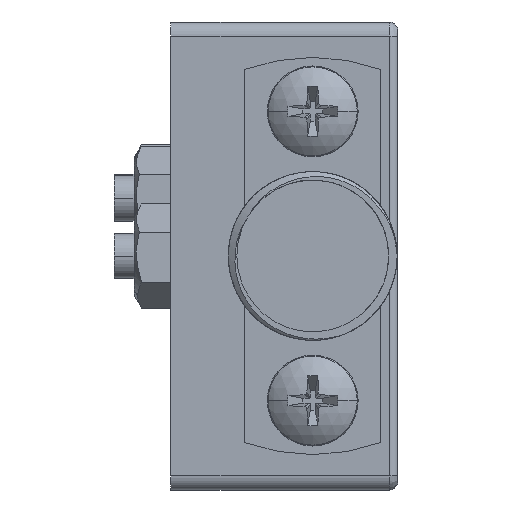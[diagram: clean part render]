
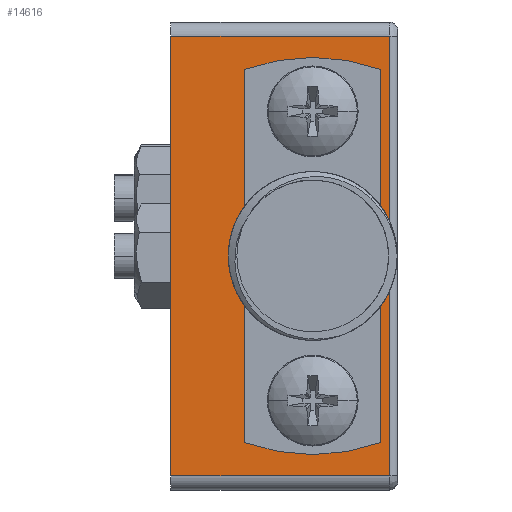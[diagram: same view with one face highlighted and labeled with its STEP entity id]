
A CAD part, left-side view. The second image highlights one B-rep face of the part: STEP entity #14616.
In plain terms, the highlighted planar face has unit normal (-1, 0, 0).
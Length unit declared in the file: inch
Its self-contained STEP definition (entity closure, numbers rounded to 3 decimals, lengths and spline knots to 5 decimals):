
#284 = DIRECTION ( 'NONE',  ( 0., 1., 0. ) ) ;
#392 = ORIENTED_EDGE ( 'NONE', *, *, #13848, .F. ) ;
#501 = VERTEX_POINT ( 'NONE', #12296 ) ;
#631 = EDGE_CURVE ( 'NONE', #12885, #9712, #5461, .T. ) ;
#986 = CARTESIAN_POINT ( 'NONE',  ( -1.04331, 0., 0.20079 ) ) ;
#1298 = VERTEX_POINT ( 'NONE', #6158 ) ;
#1757 = VECTOR ( 'NONE', #25605, 39.37008 ) ;
#2141 = CARTESIAN_POINT ( 'NONE',  ( -1.04331, 0.19685, 0.30512 ) ) ;
#2304 = LINE ( 'NONE', #18470, #22845 ) ;
#2522 = CARTESIAN_POINT ( 'NONE',  ( -1.04331, -0.03346, 0.20079 ) ) ;
#2643 = CARTESIAN_POINT ( 'NONE',  ( -1.04331, 0.19685, -0.30512 ) ) ;
#2760 = ORIENTED_EDGE ( 'NONE', *, *, #18877, .T. ) ;
#2869 = VERTEX_POINT ( 'NONE', #21113 ) ;
#3051 = CIRCLE ( 'NONE', #13432, 0.06102 ) ;
#3777 = CARTESIAN_POINT ( 'NONE',  ( -1.04331, 0.03346, -0.20079 ) ) ;
#3811 = CARTESIAN_POINT ( 'NONE',  ( -1.04331, 0.19685, -0.30512 ) ) ;
#4171 = DIRECTION ( 'NONE',  ( -1., 0., 0. ) ) ;
#4286 = DIRECTION ( 'NONE',  ( 0., 1., 0. ) ) ;
#4584 = EDGE_LOOP ( 'NONE', ( #5816, #5914, #2760, #20697 ) ) ;
#5410 = VECTOR ( 'NONE', #25057, 39.37008 ) ;
#5461 = LINE ( 'NONE', #2643, #5410 ) ;
#5816 = ORIENTED_EDGE ( 'NONE', *, *, #24855, .F. ) ;
#5898 = VERTEX_POINT ( 'NONE', #3777 ) ;
#5914 = ORIENTED_EDGE ( 'NONE', *, *, #631, .F. ) ;
#6019 = CIRCLE ( 'NONE', #10225, 0.03346 ) ;
#6158 = CARTESIAN_POINT ( 'NONE',  ( -1.04331, -0.1063, 0.30512 ) ) ;
#6244 = CARTESIAN_POINT ( 'NONE',  ( -1.04331, 0., -0.20079 ) ) ;
#6455 = EDGE_CURVE ( 'NONE', #10618, #9612, #3051, .T. ) ;
#6717 = CIRCLE ( 'NONE', #20481, 0.03346 ) ;
#7307 = DIRECTION ( 'NONE',  ( -1., 0., 0. ) ) ;
#7473 = DIRECTION ( 'NONE',  ( -1., 0., 0. ) ) ;
#7489 = ORIENTED_EDGE ( 'NONE', *, *, #21598, .F. ) ;
#7614 = CARTESIAN_POINT ( 'NONE',  ( -1.04331, -0.11811, -0.3248 ) ) ;
#7841 = CIRCLE ( 'NONE', #8692, 0.03346 ) ;
#8231 = DIRECTION ( 'NONE',  ( 0., 0., -1. ) ) ;
#8360 = VERTEX_POINT ( 'NONE', #10665 ) ;
#8481 = CIRCLE ( 'NONE', #12972, 0.06102 ) ;
#8692 = AXIS2_PLACEMENT_3D ( 'NONE', #22023, #4171, #284 ) ;
#9078 = VERTEX_POINT ( 'NONE', #2522 ) ;
#9082 = FACE_BOUND ( 'NONE', #23304, .T. ) ;
#9612 = VERTEX_POINT ( 'NONE', #20287 ) ;
#9712 = VERTEX_POINT ( 'NONE', #2141 ) ;
#10225 = AXIS2_PLACEMENT_3D ( 'NONE', #24897, #7307, #22915 ) ;
#10618 = VERTEX_POINT ( 'NONE', #23821 ) ;
#10665 = CARTESIAN_POINT ( 'NONE',  ( -1.04331, -0.1063, -0.30512 ) ) ;
#11353 = CARTESIAN_POINT ( 'NONE',  ( -1.04331, 0.11811, -0.30512 ) ) ;
#11489 = AXIS2_PLACEMENT_3D ( 'NONE', #7614, #7473, #19321 ) ;
#11884 = CARTESIAN_POINT ( 'NONE',  ( -1.04331, 0.11811, 0.30512 ) ) ;
#11957 = DIRECTION ( 'NONE',  ( 0., -1., 0. ) ) ;
#12133 = LINE ( 'NONE', #11884, #1757 ) ;
#12296 = CARTESIAN_POINT ( 'NONE',  ( -1.04331, -0.03346, -0.20079 ) ) ;
#12679 = AXIS2_PLACEMENT_3D ( 'NONE', #986, #24223, #11957 ) ;
#12885 = VERTEX_POINT ( 'NONE', #3811 ) ;
#12972 = AXIS2_PLACEMENT_3D ( 'NONE', #22770, #24625, #20710 ) ;
#13045 = PLANE ( 'NONE',  #11489 ) ;
#13432 = AXIS2_PLACEMENT_3D ( 'NONE', #18698, #24827, #22847 ) ;
#13848 = EDGE_CURVE ( 'NONE', #501, #5898, #6019, .T. ) ;
#14199 = DIRECTION ( 'NONE',  ( -1., 0., 0. ) ) ;
#14616 = ADVANCED_FACE ( 'NONE', ( #9082, #16984, #24814, #14719 ), #13045, .T. ) ;
#14719 = FACE_OUTER_BOUND ( 'NONE', #4584, .T. ) ;
#15521 = EDGE_CURVE ( 'NONE', #9612, #10618, #8481, .T. ) ;
#16214 = ORIENTED_EDGE ( 'NONE', *, *, #15521, .F. ) ;
#16984 = FACE_BOUND ( 'NONE', #18322, .T. ) ;
#17326 = CIRCLE ( 'NONE', #12679, 0.03346 ) ;
#18322 = EDGE_LOOP ( 'NONE', ( #20868, #16214 ) ) ;
#18470 = CARTESIAN_POINT ( 'NONE',  ( -1.04331, -0.1063, 0.30512 ) ) ;
#18698 = CARTESIAN_POINT ( 'NONE',  ( -1.04331, 0., 0. ) ) ;
#18778 = VECTOR ( 'NONE', #19281, 39.37008 ) ;
#18877 = EDGE_CURVE ( 'NONE', #12885, #8360, #24911, .T. ) ;
#19281 = DIRECTION ( 'NONE',  ( 0., -1., 0. ) ) ;
#19321 = DIRECTION ( 'NONE',  ( 0., 0., 1. ) ) ;
#19415 = EDGE_CURVE ( 'NONE', #5898, #501, #6717, .T. ) ;
#20287 = CARTESIAN_POINT ( 'NONE',  ( -1.04331, 0., 0.06102 ) ) ;
#20481 = AXIS2_PLACEMENT_3D ( 'NONE', #6244, #14199, #4286 ) ;
#20558 = EDGE_CURVE ( 'NONE', #9078, #2869, #17326, .T. ) ;
#20607 = ORIENTED_EDGE ( 'NONE', *, *, #20558, .F. ) ;
#20697 = ORIENTED_EDGE ( 'NONE', *, *, #22474, .F. ) ;
#20710 = DIRECTION ( 'NONE',  ( 0., 0., 1. ) ) ;
#20868 = ORIENTED_EDGE ( 'NONE', *, *, #6455, .F. ) ;
#21113 = CARTESIAN_POINT ( 'NONE',  ( -1.04331, 0.03346, 0.20079 ) ) ;
#21598 = EDGE_CURVE ( 'NONE', #2869, #9078, #7841, .T. ) ;
#22023 = CARTESIAN_POINT ( 'NONE',  ( -1.04331, 0., 0.20079 ) ) ;
#22474 = EDGE_CURVE ( 'NONE', #1298, #8360, #2304, .T. ) ;
#22770 = CARTESIAN_POINT ( 'NONE',  ( -1.04331, 0., 0. ) ) ;
#22845 = VECTOR ( 'NONE', #8231, 39.37008 ) ;
#22847 = DIRECTION ( 'NONE',  ( 0., 0., -1. ) ) ;
#22913 = ORIENTED_EDGE ( 'NONE', *, *, #19415, .F. ) ;
#22915 = DIRECTION ( 'NONE',  ( 0., -1., 0. ) ) ;
#23304 = EDGE_LOOP ( 'NONE', ( #392, #22913 ) ) ;
#23821 = CARTESIAN_POINT ( 'NONE',  ( -1.04331, 0., -0.06102 ) ) ;
#24223 = DIRECTION ( 'NONE',  ( -1., 0., 0. ) ) ;
#24436 = EDGE_LOOP ( 'NONE', ( #20607, #7489 ) ) ;
#24625 = DIRECTION ( 'NONE',  ( -1., 0., 0. ) ) ;
#24814 = FACE_BOUND ( 'NONE', #24436, .T. ) ;
#24827 = DIRECTION ( 'NONE',  ( -1., 0., 0. ) ) ;
#24855 = EDGE_CURVE ( 'NONE', #9712, #1298, #12133, .T. ) ;
#24897 = CARTESIAN_POINT ( 'NONE',  ( -1.04331, 0., -0.20079 ) ) ;
#24911 = LINE ( 'NONE', #11353, #18778 ) ;
#25057 = DIRECTION ( 'NONE',  ( 0., 0., 1. ) ) ;
#25605 = DIRECTION ( 'NONE',  ( 0., -1., 0. ) ) ;
